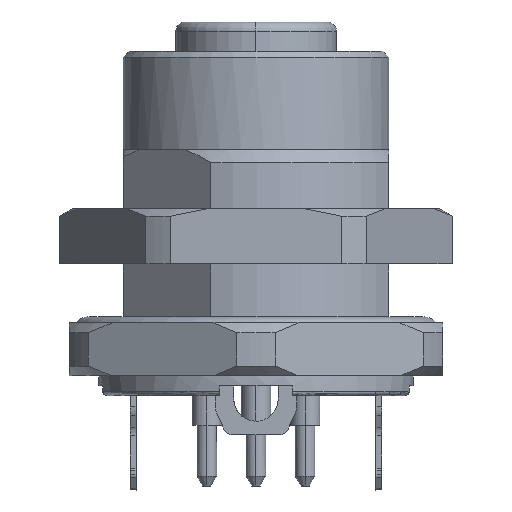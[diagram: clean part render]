
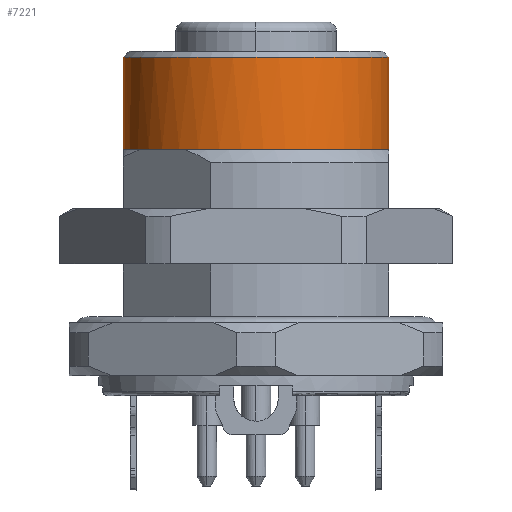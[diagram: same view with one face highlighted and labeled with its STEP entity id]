
A CAD part, left-side view. The second image highlights one B-rep face of the part: STEP entity #7221.
In plain terms, the highlighted cylindrical face has radius 6.75 mm (diameter 13.5 mm), a partial arc.
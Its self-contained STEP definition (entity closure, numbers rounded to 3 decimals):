
#6882=AXIS2_PLACEMENT_3D('Circle Axis2P3D',#6880,#6881,$) ;
#7168=AXIS2_PLACEMENT_3D('Circle Axis2P3D',#7166,#7167,$) ;
#7193=AXIS2_PLACEMENT_3D('Cylinder Axis2P3D',#7190,#7191,#7192) ;
#7211=AXIS2_PLACEMENT_3D('Circle Axis2P3D',#7209,#7210,$) ;
#5968=CARTESIAN_POINT('Vertex',(10.,16.75,17.3)) ;
#6648=CARTESIAN_POINT('Vertex',(10.,3.25,17.3)) ;
#6758=CARTESIAN_POINT('Vertex',(5.227,14.773,17.3)) ;
#6880=CARTESIAN_POINT('Axis2P3D Location',(10.,10.,17.3)) ;
#7166=CARTESIAN_POINT('Axis2P3D Location',(10.,10.,17.3)) ;
#7190=CARTESIAN_POINT('Axis2P3D Location',(10.,10.,5.7)) ;
#7195=CARTESIAN_POINT('Line Origine',(10.,16.75,5.7)) ;
#7199=CARTESIAN_POINT('Vertex',(10.,16.75,22.)) ;
#7202=CARTESIAN_POINT('Line Origine',(10.,3.25,5.7)) ;
#7206=CARTESIAN_POINT('Vertex',(10.,3.25,22.)) ;
#7209=CARTESIAN_POINT('Axis2P3D Location',(10.,10.,22.)) ;
#6881=DIRECTION('Axis2P3D Direction',(0.,0.,-1.)) ;
#7167=DIRECTION('Axis2P3D Direction',(0.,0.,-1.)) ;
#7191=DIRECTION('Axis2P3D Direction',(0.,0.,-1.)) ;
#7192=DIRECTION('Axis2P3D XDirection',(0.,-1.,0.)) ;
#7196=DIRECTION('Vector Direction',(0.,0.,-1.)) ;
#7203=DIRECTION('Vector Direction',(0.,0.,-1.)) ;
#7210=DIRECTION('Axis2P3D Direction',(0.,0.,-1.)) ;
#7197=VECTOR('Line Direction',#7196,1.) ;
#7204=VECTOR('Line Direction',#7203,1.) ;
#7215=ORIENTED_EDGE('',*,*,#7201,.T.) ;
#7216=ORIENTED_EDGE('',*,*,#6884,.F.) ;
#7217=ORIENTED_EDGE('',*,*,#7170,.F.) ;
#7218=ORIENTED_EDGE('',*,*,#7208,.T.) ;
#7219=ORIENTED_EDGE('',*,*,#7213,.T.) ;
#7221=ADVANCED_FACE('Hauptkoerper',(#7220),#7194,.T.) ;
#6883=CIRCLE('generated circle',#6882,6.75) ;
#7169=CIRCLE('generated circle',#7168,6.75) ;
#7212=CIRCLE('generated circle',#7211,6.75) ;
#7194=CYLINDRICAL_SURFACE('generated cylinder',#7193,6.75) ;
#6884=EDGE_CURVE('',#6759,#5969,#6883,.T.) ;
#7170=EDGE_CURVE('',#6649,#6759,#7169,.T.) ;
#7201=EDGE_CURVE('',#7200,#5969,#7198,.T.) ;
#7208=EDGE_CURVE('',#6649,#7207,#7205,.F.) ;
#7213=EDGE_CURVE('',#7207,#7200,#7212,.T.) ;
#7214=EDGE_LOOP('',(#7215,#7216,#7217,#7218,#7219)) ;
#7220=FACE_OUTER_BOUND('',#7214,.T.) ;
#7198=LINE('Line',#7195,#7197) ;
#7205=LINE('Line',#7202,#7204) ;
#5969=VERTEX_POINT('',#5968) ;
#6649=VERTEX_POINT('',#6648) ;
#6759=VERTEX_POINT('',#6758) ;
#7200=VERTEX_POINT('',#7199) ;
#7207=VERTEX_POINT('',#7206) ;
